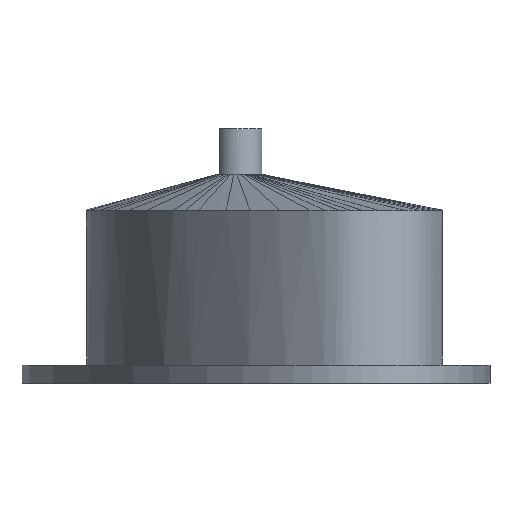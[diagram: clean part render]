
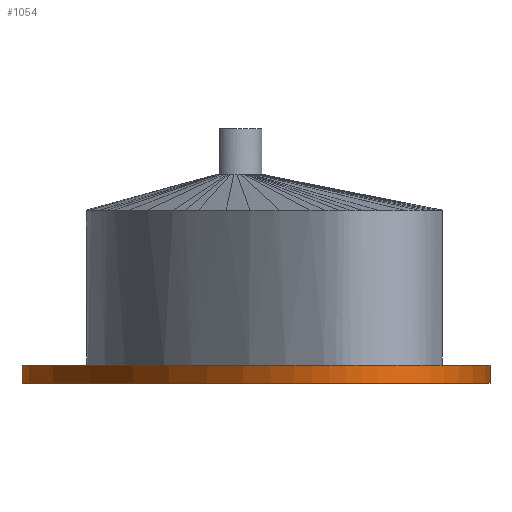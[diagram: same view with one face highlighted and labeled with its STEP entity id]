
A CAD part, left-side view. The second image highlights one B-rep face of the part: STEP entity #1054.
In plain terms, the highlighted free-form (B-spline) face has degree [1, 2] with [2, 9] control points.
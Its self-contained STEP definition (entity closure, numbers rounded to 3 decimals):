
#69=LINE('',#1413,#132);
#132=VECTOR('',#1148,45.666);
#195=(
BOUNDED_SURFACE()
B_SPLINE_SURFACE(1,2,((#1393,#1394,#1395,#1396,#1397,#1398,#1399,#1400,
#1401),(#1402,#1403,#1404,#1405,#1406,#1407,#1408,#1409,#1410)),
 .UNSPECIFIED.,.F.,.T.,.F.)
B_SPLINE_SURFACE_WITH_KNOTS((2,2),(3,2,2,2,3),(0.066,0.109),
(-3.142,-1.571,0.,1.571,3.142),
 .UNSPECIFIED.)
GEOMETRIC_REPRESENTATION_ITEM()
RATIONAL_B_SPLINE_SURFACE(((1.,0.707,1.,0.707,1.,
0.707,1.,0.707,1.),(1.,0.707,1.,0.707,
1.,0.707,1.,0.707,1.)))
REPRESENTATION_ITEM('')
SURFACE()
);
#301=FACE_OUTER_BOUND('',#362,.T.);
#362=EDGE_LOOP('',(#708,#709,#710,#711));
#421=ELLIPSE('',#1128,45.666,22.049);
#422=ELLIPSE('',#1129,45.666,22.049);
#423=VERTEX_POINT('',#1233);
#425=VERTEX_POINT('',#1411);
#536=EDGE_CURVE('',#423,#423,#421,.T.);
#538=EDGE_CURVE('',#425,#425,#422,.T.);
#539=EDGE_CURVE('',#425,#423,#69,.T.);
#708=ORIENTED_EDGE('',*,*,#538,.F.);
#709=ORIENTED_EDGE('',*,*,#539,.T.);
#710=ORIENTED_EDGE('',*,*,#536,.T.);
#711=ORIENTED_EDGE('',*,*,#539,.F.);
#1054=ADVANCED_FACE('',(#301),#195,.F.);
#1128=AXIS2_PLACEMENT_3D('',#1234,#1144,#1145);
#1129=AXIS2_PLACEMENT_3D('',#1412,#1146,#1147);
#1144=DIRECTION('center_axis',(0.,0.,
-1.));
#1145=DIRECTION('ref_axis',(0.944,0.329,0.));
#1146=DIRECTION('center_axis',(0.,0.,
-1.));
#1147=DIRECTION('ref_axis',(0.944,0.329,0.));
#1148=DIRECTION('',(0.,0.,1.));
#1233=CARTESIAN_POINT('',(-57.33,90.4,-18.007));
#1234=CARTESIAN_POINT('Origin',(-14.204,105.418,-18.007));
#1393=CARTESIAN_POINT('Ctrl Pts',(-57.33,90.4,-18.007));
#1394=CARTESIAN_POINT('Ctrl Pts',(-64.581,111.223,-18.007));
#1395=CARTESIAN_POINT('Ctrl Pts',(-21.455,126.241,-18.007));
#1396=CARTESIAN_POINT('Ctrl Pts',(21.671,141.258,-18.007));
#1397=CARTESIAN_POINT('Ctrl Pts',(28.922,120.435,-18.007));
#1398=CARTESIAN_POINT('Ctrl Pts',(36.173,99.612,-18.007));
#1399=CARTESIAN_POINT('Ctrl Pts',(-6.953,84.595,-18.007));
#1400=CARTESIAN_POINT('Ctrl Pts',(-50.079,69.577,-18.007));
#1401=CARTESIAN_POINT('Ctrl Pts',(-57.33,90.4,-18.007));
#1402=CARTESIAN_POINT('Ctrl Pts',(-57.33,90.4,-20.007));
#1403=CARTESIAN_POINT('Ctrl Pts',(-64.581,111.223,-20.007));
#1404=CARTESIAN_POINT('Ctrl Pts',(-21.455,126.241,-20.007));
#1405=CARTESIAN_POINT('Ctrl Pts',(21.671,141.258,-20.007));
#1406=CARTESIAN_POINT('Ctrl Pts',(28.922,120.435,-20.007));
#1407=CARTESIAN_POINT('Ctrl Pts',(36.173,99.612,-20.007));
#1408=CARTESIAN_POINT('Ctrl Pts',(-6.953,84.595,-20.007));
#1409=CARTESIAN_POINT('Ctrl Pts',(-50.079,69.577,-20.007));
#1410=CARTESIAN_POINT('Ctrl Pts',(-57.33,90.4,-20.007));
#1411=CARTESIAN_POINT('',(-57.33,90.4,-20.007));
#1412=CARTESIAN_POINT('Origin',(-14.204,105.418,-20.007));
#1413=CARTESIAN_POINT('',(-57.33,90.4,-15.007));
